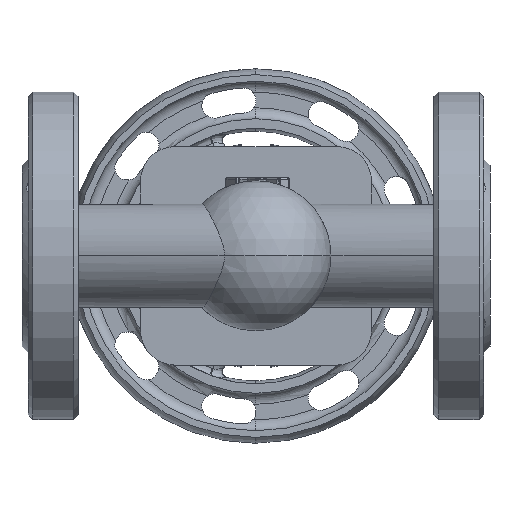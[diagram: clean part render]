
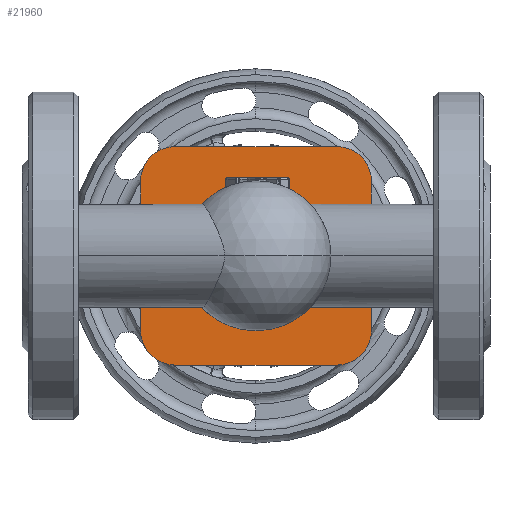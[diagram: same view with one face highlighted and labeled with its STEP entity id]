
A CAD part, front view. The second image highlights one B-rep face of the part: STEP entity #21960.
In plain terms, the highlighted planar face has unit normal (0, -1, 0).
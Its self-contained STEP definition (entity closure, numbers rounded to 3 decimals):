
#274 = LINE ( 'NONE', #17466, #20872 ) ;
#1151 =( BOUNDED_CURVE ( )  B_SPLINE_CURVE ( 3, ( #29379, #26929, #21630, #5505 ),
 .UNSPECIFIED., .F., .T. ) 
 B_SPLINE_CURVE_WITH_KNOTS ( ( 4, 4 ),
 ( 3.142, 3.652 ),
 .UNSPECIFIED. ) 
 CURVE ( )  GEOMETRIC_REPRESENTATION_ITEM ( )  RATIONAL_B_SPLINE_CURVE ( ( 1., 0.978, 0.978, 1. ) ) 
 REPRESENTATION_ITEM ( '' )  );
#2233 = VERTEX_POINT ( 'NONE', #5171 ) ;
#2256 = LINE ( 'NONE', #23171, #30017 ) ;
#2561 = ORIENTED_EDGE ( 'NONE', *, *, #33185, .F. ) ;
#2697 = FACE_OUTER_BOUND ( 'NONE', #19555, .T. ) ;
#3039 = CIRCLE ( 'NONE', #23903, 11. ) ;
#3411 = DIRECTION ( 'NONE',  ( 0., -1., 0. ) ) ;
#3792 = VERTEX_POINT ( 'NONE', #10973 ) ;
#3830 = CARTESIAN_POINT ( 'NONE',  ( 26., 30., -35. ) ) ;
#4259 = CARTESIAN_POINT ( 'NONE',  ( 26., 30., 24. ) ) ;
#4365 = VECTOR ( 'NONE', #13066, 1000. ) ;
#5171 = CARTESIAN_POINT ( 'NONE',  ( -37., 30., -24. ) ) ;
#5347 = EDGE_CURVE ( 'NONE', #29847, #3792, #1151, .T. ) ;
#5505 = CARTESIAN_POINT ( 'NONE',  ( 22.605, 30., -8.063 ) ) ;
#6030 = DIRECTION ( 'NONE',  ( 0., -1., 0. ) ) ;
#6517 = VERTEX_POINT ( 'NONE', #3830 ) ;
#6646 = CIRCLE ( 'NONE', #17245, 11. ) ;
#6673 = CARTESIAN_POINT ( 'NONE',  ( 22.605, 30., 8.063 ) ) ;
#6722 = AXIS2_PLACEMENT_3D ( 'NONE', #22122, #6030, #24844 ) ;
#6801 = ORIENTED_EDGE ( 'NONE', *, *, #33265, .F. ) ;
#6962 = DIRECTION ( 'NONE',  ( -1., 0., 0. ) ) ;
#7448 = EDGE_CURVE ( 'NONE', #6517, #18238, #8986, .T. ) ;
#7593 = ORIENTED_EDGE ( 'NONE', *, *, #8915, .F. ) ;
#7942 = CIRCLE ( 'NONE', #9657, 11. ) ;
#8317 = DIRECTION ( 'NONE',  ( 0., -1., 0. ) ) ;
#8358 = VERTEX_POINT ( 'NONE', #9758 ) ;
#8447 = ORIENTED_EDGE ( 'NONE', *, *, #17202, .T. ) ;
#8915 = EDGE_CURVE ( 'NONE', #16124, #3792, #21252, .T. ) ;
#8983 = FACE_BOUND ( 'NONE', #30347, .T. ) ;
#8986 = LINE ( 'NONE', #19517, #15352 ) ;
#9657 = AXIS2_PLACEMENT_3D ( 'NONE', #4259, #23075, #6962 ) ;
#9735 = PLANE ( 'NONE',  #12902 ) ;
#9758 = CARTESIAN_POINT ( 'NONE',  ( -26., 30., 35. ) ) ;
#9922 = VERTEX_POINT ( 'NONE', #28307 ) ;
#10376 = CARTESIAN_POINT ( 'NONE',  ( -37., 30., 35. ) ) ;
#10807 = ORIENTED_EDGE ( 'NONE', *, *, #13593, .F. ) ;
#10973 = CARTESIAN_POINT ( 'NONE',  ( 22.605, 30., -8.063 ) ) ;
#11753 = VERTEX_POINT ( 'NONE', #31319 ) ;
#11833 = AXIS2_PLACEMENT_3D ( 'NONE', #30103, #14041, #32824 ) ;
#11877 = EDGE_CURVE ( 'NONE', #2233, #18238, #31422, .T. ) ;
#12313 = ORIENTED_EDGE ( 'NONE', *, *, #13766, .T. ) ;
#12434 = DIRECTION ( 'NONE',  ( -1., 0., 0. ) ) ;
#12902 = AXIS2_PLACEMENT_3D ( 'NONE', #17746, #28555, #12434 ) ;
#13066 = DIRECTION ( 'NONE',  ( 0., 0., 1. ) ) ;
#13176 = VERTEX_POINT ( 'NONE', #33450 ) ;
#13593 = EDGE_CURVE ( 'NONE', #13176, #16124, #30689, .T. ) ;
#13748 = CARTESIAN_POINT ( 'NONE',  ( 0., 30., 0. ) ) ;
#13766 = EDGE_CURVE ( 'NONE', #11753, #25692, #7942, .T. ) ;
#14041 = DIRECTION ( 'NONE',  ( 0., -1., 0. ) ) ;
#14144 = CARTESIAN_POINT ( 'NONE',  ( -37., 30., 24. ) ) ;
#14404 = CARTESIAN_POINT ( 'NONE',  ( 30.239, 30., 0. ) ) ;
#14807 = CARTESIAN_POINT ( 'NONE',  ( 30.239, 30., 2.839 ) ) ;
#15352 = VECTOR ( 'NONE', #33638, 1000. ) ;
#16124 = VERTEX_POINT ( 'NONE', #18317 ) ;
#16434 = DIRECTION ( 'NONE',  ( -1., 0., 0. ) ) ;
#17202 = EDGE_CURVE ( 'NONE', #8358, #26933, #6646, .T. ) ;
#17245 = AXIS2_PLACEMENT_3D ( 'NONE', #24455, #8317, #27148 ) ;
#17466 = CARTESIAN_POINT ( 'NONE',  ( 37., 30., 35. ) ) ;
#17746 = CARTESIAN_POINT ( 'NONE',  ( 0., 30., 0. ) ) ;
#18238 = VERTEX_POINT ( 'NONE', #30919 ) ;
#18317 = CARTESIAN_POINT ( 'NONE',  ( -24., 30., 0. ) ) ;
#19161 = EDGE_CURVE ( 'NONE', #6517, #9922, #3039, .T. ) ;
#19493 = CARTESIAN_POINT ( 'NONE',  ( 26., 30., -24. ) ) ;
#19517 = CARTESIAN_POINT ( 'NONE',  ( 37., 30., -35. ) ) ;
#19555 = EDGE_LOOP ( 'NONE', ( #6801, #30762, #28514, #21313, #2561, #12313, #28877, #8447 ) ) ;
#20032 = DIRECTION ( 'NONE',  ( 1., 0., 0. ) ) ;
#20872 = VECTOR ( 'NONE', #20032, 1000. ) ;
#21252 = CIRCLE ( 'NONE', #29762, 24. ) ;
#21313 = ORIENTED_EDGE ( 'NONE', *, *, #19161, .T. ) ;
#21630 = CARTESIAN_POINT ( 'NONE',  ( 27.638, 30., -5.586 ) ) ;
#21960 = ADVANCED_FACE ( 'NONE', ( #2697, #8983 ), #9735, .F. ) ;
#22122 = CARTESIAN_POINT ( 'NONE',  ( 0., 30., 0. ) ) ;
#22685 = DIRECTION ( 'NONE',  ( -1., 0., 0. ) ) ;
#22773 = CARTESIAN_POINT ( 'NONE',  ( 27.638, 30., 5.586 ) ) ;
#22800 = CARTESIAN_POINT ( 'NONE',  ( 26., 30., 35. ) ) ;
#23075 = DIRECTION ( 'NONE',  ( 0., -1., 0. ) ) ;
#23171 = CARTESIAN_POINT ( 'NONE',  ( 37., 30., 35. ) ) ;
#23401 = DIRECTION ( 'NONE',  ( 0., 0., -1. ) ) ;
#23903 = AXIS2_PLACEMENT_3D ( 'NONE', #19493, #3411, #22685 ) ;
#24455 = CARTESIAN_POINT ( 'NONE',  ( -26., 30., 24. ) ) ;
#24485 = EDGE_CURVE ( 'NONE', #13176, #29847, #24715, .T. ) ;
#24715 =( BOUNDED_CURVE ( )  B_SPLINE_CURVE ( 3, ( #6673, #22773, #14807, #33603 ),
 .UNSPECIFIED., .F., .F. ) 
 B_SPLINE_CURVE_WITH_KNOTS ( ( 4, 4 ),
 ( 2.631, 3.142 ),
 .UNSPECIFIED. ) 
 CURVE ( )  GEOMETRIC_REPRESENTATION_ITEM ( )  RATIONAL_B_SPLINE_CURVE ( ( 1., 0.978, 0.978, 1. ) ) 
 REPRESENTATION_ITEM ( '' )  );
#24844 = DIRECTION ( 'NONE',  ( -1., 0., 0. ) ) ;
#25692 = VERTEX_POINT ( 'NONE', #22800 ) ;
#26677 = ORIENTED_EDGE ( 'NONE', *, *, #24485, .T. ) ;
#26929 = CARTESIAN_POINT ( 'NONE',  ( 30.239, 30., -2.839 ) ) ;
#26933 = VERTEX_POINT ( 'NONE', #14144 ) ;
#27148 = DIRECTION ( 'NONE',  ( -1., 0., 0. ) ) ;
#28307 = CARTESIAN_POINT ( 'NONE',  ( 37., 30., -24. ) ) ;
#28514 = ORIENTED_EDGE ( 'NONE', *, *, #7448, .F. ) ;
#28555 = DIRECTION ( 'NONE',  ( 0., 1., 0. ) ) ;
#28877 = ORIENTED_EDGE ( 'NONE', *, *, #31376, .F. ) ;
#29379 = CARTESIAN_POINT ( 'NONE',  ( 30.239, 30., 0. ) ) ;
#29762 = AXIS2_PLACEMENT_3D ( 'NONE', #13748, #32534, #16434 ) ;
#29847 = VERTEX_POINT ( 'NONE', #14404 ) ;
#30017 = VECTOR ( 'NONE', #23401, 1000. ) ;
#30103 = CARTESIAN_POINT ( 'NONE',  ( -26., 30., -24. ) ) ;
#30347 = EDGE_LOOP ( 'NONE', ( #10807, #26677, #34411, #7593 ) ) ;
#30689 = CIRCLE ( 'NONE', #6722, 24. ) ;
#30762 = ORIENTED_EDGE ( 'NONE', *, *, #11877, .T. ) ;
#30919 = CARTESIAN_POINT ( 'NONE',  ( -26., 30., -35. ) ) ;
#31319 = CARTESIAN_POINT ( 'NONE',  ( 37., 30., 24. ) ) ;
#31376 = EDGE_CURVE ( 'NONE', #8358, #25692, #274, .T. ) ;
#31422 = CIRCLE ( 'NONE', #11833, 11. ) ;
#32534 = DIRECTION ( 'NONE',  ( 0., -1., 0. ) ) ;
#32824 = DIRECTION ( 'NONE',  ( -1., 0., 0. ) ) ;
#32973 = LINE ( 'NONE', #10376, #4365 ) ;
#33185 = EDGE_CURVE ( 'NONE', #11753, #9922, #2256, .T. ) ;
#33265 = EDGE_CURVE ( 'NONE', #2233, #26933, #32973, .T. ) ;
#33450 = CARTESIAN_POINT ( 'NONE',  ( 22.605, 30., 8.063 ) ) ;
#33603 = CARTESIAN_POINT ( 'NONE',  ( 30.239, 30., 0. ) ) ;
#33638 = DIRECTION ( 'NONE',  ( -1., 0., 0. ) ) ;
#34411 = ORIENTED_EDGE ( 'NONE', *, *, #5347, .T. ) ;
